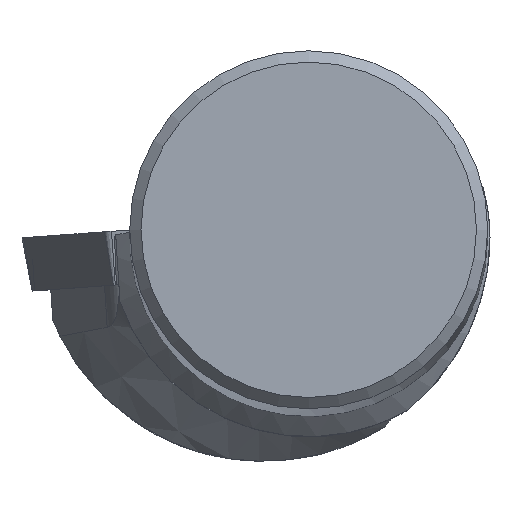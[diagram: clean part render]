
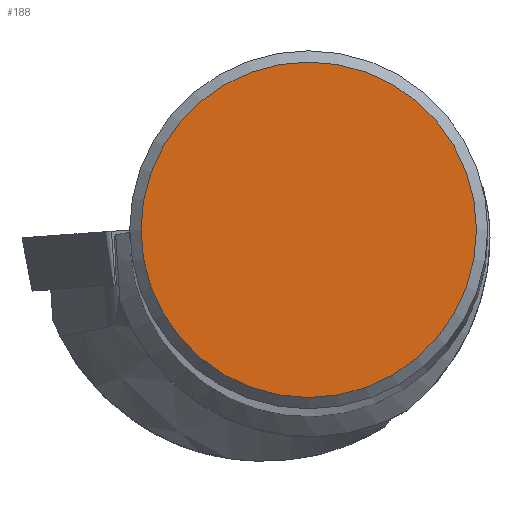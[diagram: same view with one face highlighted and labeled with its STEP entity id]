
A CAD part, top view. The second image highlights one B-rep face of the part: STEP entity #188.
In plain terms, the highlighted planar face has unit normal (0, 0, 1).
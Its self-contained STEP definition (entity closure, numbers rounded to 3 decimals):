
#148=FACE_OUTER_BOUND('',#368,.T.);
#188=ADVANCED_FACE('',(#148),#215,.T.);
#215=PLANE('',#949);
#368=EDGE_LOOP('',(#526));
#526=ORIENTED_EDGE('',*,*,#752,.T.);
#660=VERTEX_POINT('',#1612);
#752=EDGE_CURVE('',#660,#660,#795,.T.);
#795=CIRCLE('',#948,7.43);
#948=AXIS2_PLACEMENT_3D('',#1611,#1135,#1136);
#949=AXIS2_PLACEMENT_3D('',#1613,#1137,#1138);
#1135=DIRECTION('',(0.,0.,1.));
#1136=DIRECTION('',(1.,0.,0.));
#1137=DIRECTION('',(0.,0.,1.));
#1138=DIRECTION('',(1.,0.,0.));
#1611=CARTESIAN_POINT('',(0.,0.,0.));
#1612=CARTESIAN_POINT('',(7.43,0.,0.));
#1613=CARTESIAN_POINT('',(0.,0.,
0.));
